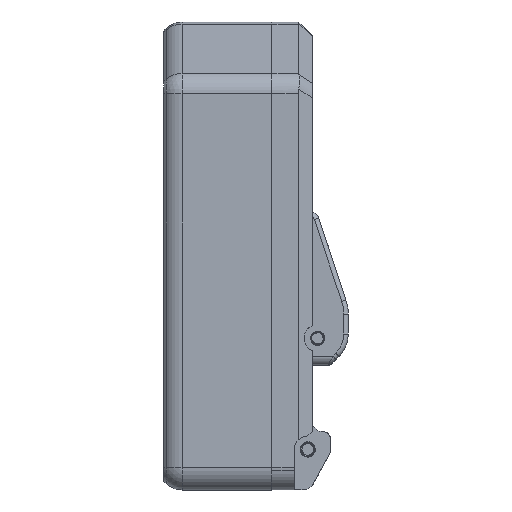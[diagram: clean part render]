
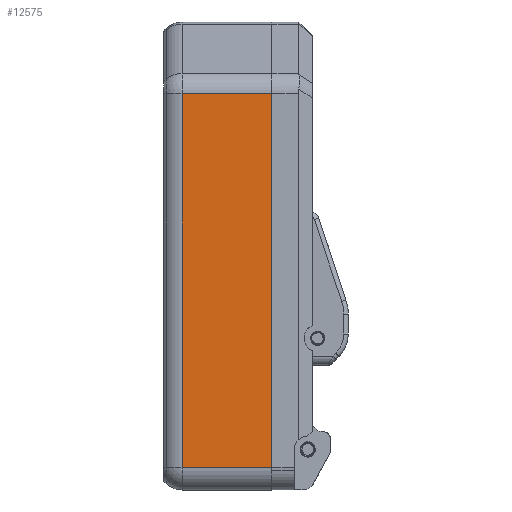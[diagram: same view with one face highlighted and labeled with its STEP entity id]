
A CAD part, left-side view. The second image highlights one B-rep face of the part: STEP entity #12575.
In plain terms, the highlighted planar face has unit normal (-1, 0, 0).
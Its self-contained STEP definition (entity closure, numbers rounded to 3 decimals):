
#1158=PLANE('',#13303);
#1471=FACE_OUTER_BOUND('',#2017,.T.);
#2017=EDGE_LOOP('',(#8708,#8709,#8710,#8711));
#2626=LINE('',#17007,#3456);
#2655=LINE('',#17139,#3485);
#2676=LINE('',#17184,#3506);
#2677=LINE('',#17186,#3507);
#3456=VECTOR('',#14399,10.);
#3485=VECTOR('',#14558,10.);
#3506=VECTOR('',#14625,10.);
#3507=VECTOR('',#14628,10.);
#4638=VERTEX_POINT('',#17004);
#4639=VERTEX_POINT('',#17006);
#4675=VERTEX_POINT('',#17132);
#4677=VERTEX_POINT('',#17138);
#6289=EDGE_CURVE('',#4638,#4639,#2626,.T.);
#6353=EDGE_CURVE('',#4675,#4677,#2655,.T.);
#6377=EDGE_CURVE('',#4677,#4638,#2676,.T.);
#6378=EDGE_CURVE('',#4639,#4675,#2677,.T.);
#8708=ORIENTED_EDGE('',*,*,#6353,.F.);
#8709=ORIENTED_EDGE('',*,*,#6378,.F.);
#8710=ORIENTED_EDGE('',*,*,#6289,.F.);
#8711=ORIENTED_EDGE('',*,*,#6377,.F.);
#12575=ADVANCED_FACE('',(#1471),#1158,.T.);
#13303=AXIS2_PLACEMENT_3D('',#17185,#14626,#14627);
#14399=DIRECTION('',(0.,0.,-1.));
#14558=DIRECTION('',(0.,0.,1.));
#14625=DIRECTION('',(0.,-1.,0.));
#14626=DIRECTION('center_axis',(-1.,0.,0.));
#14627=DIRECTION('ref_axis',(0.,0.,1.));
#14628=DIRECTION('',(0.,1.,0.));
#17004=CARTESIAN_POINT('',(-26.407,7.115,-2.233));
#17006=CARTESIAN_POINT('',(-26.407,7.115,-85.301));
#17007=CARTESIAN_POINT('',(-26.407,7.115,-94.801));
#17132=CARTESIAN_POINT('',(-26.407,27.044,-85.301));
#17138=CARTESIAN_POINT('',(-26.407,27.044,-2.233));
#17139=CARTESIAN_POINT('',(-26.407,27.044,-81.238));
#17184=CARTESIAN_POINT('',(-26.407,18.615,-2.233));
#17185=CARTESIAN_POINT('Origin',(-26.407,25.115,-94.801));
#17186=CARTESIAN_POINT('',(-26.407,25.115,-85.301));
